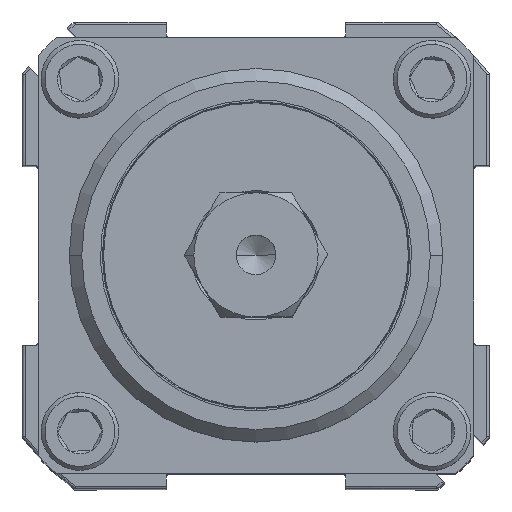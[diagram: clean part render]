
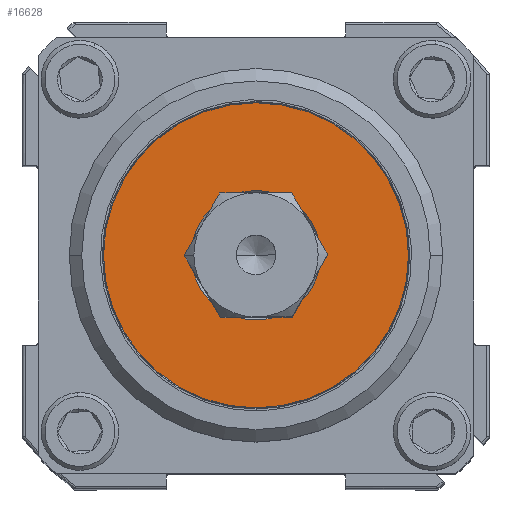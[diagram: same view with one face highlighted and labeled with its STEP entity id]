
A CAD part, top view. The second image highlights one B-rep face of the part: STEP entity #16628.
In plain terms, the highlighted face is planar.
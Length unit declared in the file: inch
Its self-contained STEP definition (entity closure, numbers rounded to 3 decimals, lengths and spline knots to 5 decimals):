
#1025 = EDGE_LOOP ( 'NONE', ( #2390, #15724 ) ) ;
#1348 = EDGE_CURVE ( 'NONE', #40364, #18421, #13755, .T. ) ;
#2390 = ORIENTED_EDGE ( 'NONE', *, *, #11947, .T. ) ;
#2429 = DIRECTION ( 'NONE',  ( 0., 0., 1. ) ) ;
#2773 = CARTESIAN_POINT ( 'NONE',  ( 0.26612, 0.23787, 0. ) ) ;
#3963 = AXIS2_PLACEMENT_3D ( 'NONE', #31826, #9752, #35576 ) ;
#8540 = CIRCLE ( 'NONE', #3963, 0.26 ) ;
#9752 = DIRECTION ( 'NONE',  ( 0., 0., 1. ) ) ;
#10322 = CARTESIAN_POINT ( 'NONE',  ( -0.96388, 0.23787, 0. ) ) ;
#11356 = FACE_BOUND ( 'NONE', #44704, .T. ) ;
#11947 = EDGE_CURVE ( 'NONE', #36639, #38524, #42617, .T. ) ;
#12670 = CARTESIAN_POINT ( 'NONE',  ( -0.60888, 0.23787, 0. ) ) ;
#13755 = CIRCLE ( 'NONE', #18057, 0.26 ) ;
#15724 = ORIENTED_EDGE ( 'NONE', *, *, #17415, .T. ) ;
#16628 = ADVANCED_FACE ( 'NONE', ( #11356, #21193 ), #19001, .T. ) ;
#17415 = EDGE_CURVE ( 'NONE', #38524, #36639, #28092, .T. ) ;
#18057 = AXIS2_PLACEMENT_3D ( 'NONE', #24513, #2429, #28194 ) ;
#18421 = VERTEX_POINT ( 'NONE', #45978 ) ;
#18434 = DIRECTION ( 'NONE',  ( 0., 0., -1. ) ) ;
#19001 = PLANE ( 'NONE',  #39696 ) ;
#20135 = DIRECTION ( 'NONE',  ( 0., 0., -1. ) ) ;
#21193 = FACE_OUTER_BOUND ( 'NONE', #1025, .T. ) ;
#22679 = DIRECTION ( 'NONE',  ( 0., -1., 0. ) ) ;
#24513 = CARTESIAN_POINT ( 'NONE',  ( -0.34888, 0.23787, 0. ) ) ;
#24551 = AXIS2_PLACEMENT_3D ( 'NONE', #40517, #18434, #44253 ) ;
#28092 = CIRCLE ( 'NONE', #24551, 0.615 ) ;
#28194 = DIRECTION ( 'NONE',  ( -1., 0., 0. ) ) ;
#29878 = CARTESIAN_POINT ( 'NONE',  ( -0.34888, 0.23787, 0. ) ) ;
#31806 = ORIENTED_EDGE ( 'NONE', *, *, #43662, .T. ) ;
#31826 = CARTESIAN_POINT ( 'NONE',  ( -0.34888, 0.23787, 0. ) ) ;
#32624 = ORIENTED_EDGE ( 'NONE', *, *, #1348, .T. ) ;
#35576 = DIRECTION ( 'NONE',  ( -1., 0., 0. ) ) ;
#36639 = VERTEX_POINT ( 'NONE', #2773 ) ;
#38524 = VERTEX_POINT ( 'NONE', #10322 ) ;
#39696 = AXIS2_PLACEMENT_3D ( 'NONE', #29878, #44809, #22679 ) ;
#40364 = VERTEX_POINT ( 'NONE', #12670 ) ;
#40517 = CARTESIAN_POINT ( 'NONE',  ( -0.34888, 0.23787, 0. ) ) ;
#42229 = CARTESIAN_POINT ( 'NONE',  ( -0.34888, 0.23787, 0. ) ) ;
#42617 = CIRCLE ( 'NONE', #42970, 0.615 ) ;
#42970 = AXIS2_PLACEMENT_3D ( 'NONE', #42229, #20135, #45991 ) ;
#43662 = EDGE_CURVE ( 'NONE', #18421, #40364, #8540, .T. ) ;
#44253 = DIRECTION ( 'NONE',  ( -1., 0., 0. ) ) ;
#44704 = EDGE_LOOP ( 'NONE', ( #32624, #31806 ) ) ;
#44809 = DIRECTION ( 'NONE',  ( 0., 0., -1. ) ) ;
#45978 = CARTESIAN_POINT ( 'NONE',  ( -0.08888, 0.23787, 0. ) ) ;
#45991 = DIRECTION ( 'NONE',  ( -1., 0., 0. ) ) ;
